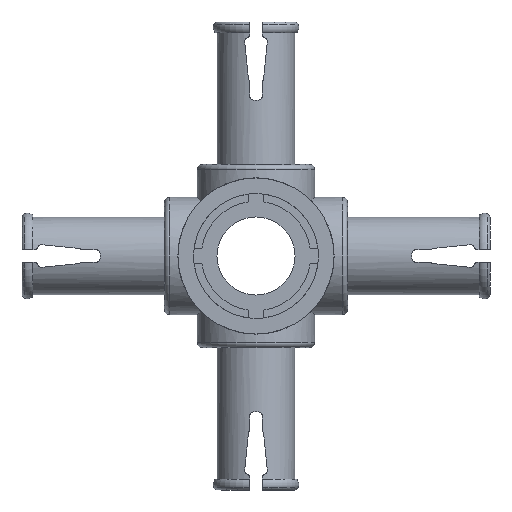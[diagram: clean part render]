
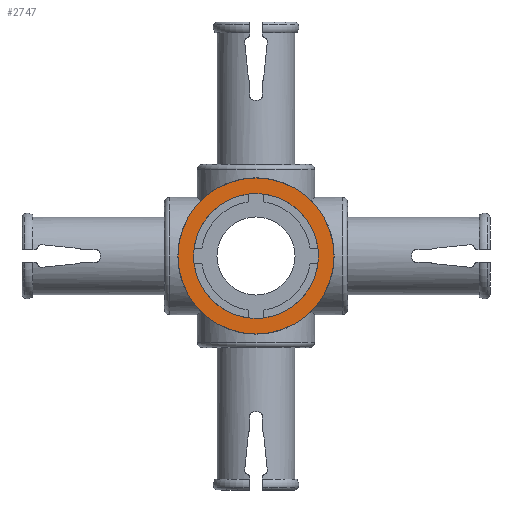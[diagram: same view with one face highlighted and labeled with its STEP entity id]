
A CAD part, front view. The second image highlights one B-rep face of the part: STEP entity #2747.
In plain terms, the highlighted planar face has unit normal (0, -1, 0).
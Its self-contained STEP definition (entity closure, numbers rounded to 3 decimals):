
#71=FACE_BOUND('',#349,.T.);
#99=PLANE('',#2984);
#195=FACE_OUTER_BOUND('',#348,.T.);
#348=EDGE_LOOP('',(#2034,#2035));
#349=EDGE_LOOP('',(#2036,#2037));
#972=CIRCLE('',#2887,5.);
#973=CIRCLE('',#2888,5.);
#1014=CIRCLE('',#2964,4.);
#1015=CIRCLE('',#2965,4.);
#1091=VERTEX_POINT('',#4072);
#1092=VERTEX_POINT('',#4074);
#1165=VERTEX_POINT('',#4331);
#1166=VERTEX_POINT('',#4332);
#1384=EDGE_CURVE('',#1092,#1091,#972,.T.);
#1385=EDGE_CURVE('',#1091,#1092,#973,.T.);
#1482=EDGE_CURVE('',#1165,#1166,#1014,.T.);
#1483=EDGE_CURVE('',#1166,#1165,#1015,.T.);
#2034=ORIENTED_EDGE('',*,*,#1384,.T.);
#2035=ORIENTED_EDGE('',*,*,#1385,.T.);
#2036=ORIENTED_EDGE('',*,*,#1482,.T.);
#2037=ORIENTED_EDGE('',*,*,#1483,.T.);
#2747=ADVANCED_FACE('',(#195,#71),#99,.F.);
#2887=AXIS2_PLACEMENT_3D('',#4075,#3200,#3201);
#2888=AXIS2_PLACEMENT_3D('',#4076,#3202,#3203);
#2964=AXIS2_PLACEMENT_3D('',#4333,#3403,#3404);
#2965=AXIS2_PLACEMENT_3D('',#4334,#3405,#3406);
#2984=AXIS2_PLACEMENT_3D('',#4382,#3459,#3460);
#3200=DIRECTION('center_axis',(0.,-1.,0.));
#3201=DIRECTION('ref_axis',(0.,0.,
-1.));
#3202=DIRECTION('center_axis',(0.,-1.,0.));
#3203=DIRECTION('ref_axis',(0.,0.,
-1.));
#3403=DIRECTION('center_axis',(0.,1.,0.));
#3404=DIRECTION('ref_axis',(0.125,0.,0.992));
#3405=DIRECTION('center_axis',(0.,1.,0.));
#3406=DIRECTION('ref_axis',(0.125,0.,0.992));
#3459=DIRECTION('center_axis',(0.,1.,0.));
#3460=DIRECTION('ref_axis',(0.,0.,
1.));
#4072=CARTESIAN_POINT('',(52.614,0.,-1.598));
#4074=CARTESIAN_POINT('',(47.614,0.,3.402));
#4075=CARTESIAN_POINT('Origin',(52.614,0.,3.402));
#4076=CARTESIAN_POINT('Origin',(52.614,0.,3.402));
#4331=CARTESIAN_POINT('',(52.114,0.,7.371));
#4332=CARTESIAN_POINT('',(48.645,0.,2.902));
#4333=CARTESIAN_POINT('Origin',(52.614,0.,3.402));
#4334=CARTESIAN_POINT('Origin',(52.614,0.,3.402));
#4382=CARTESIAN_POINT('Origin',(52.614,0.,3.402));
